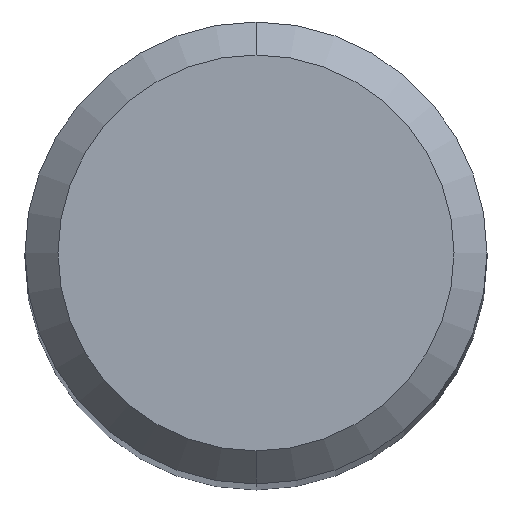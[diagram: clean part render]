
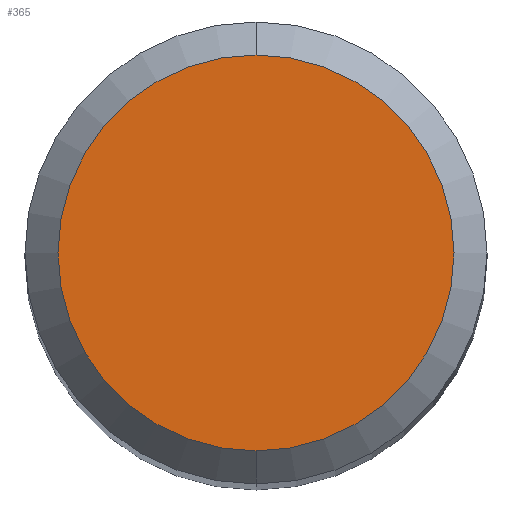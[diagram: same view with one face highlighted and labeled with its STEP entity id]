
A CAD part, top view. The second image highlights one B-rep face of the part: STEP entity #365.
In plain terms, the highlighted planar face has unit normal (0, 0, 1).
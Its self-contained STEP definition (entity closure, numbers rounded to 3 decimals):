
#365=ADVANCED_FACE('',(#737),#738,.T.);
#377=VERTEX_POINT('',#752);
#461=VERTEX_POINT('',#846);
#485=EDGE_CURVE('',#461,#377,#872,.T.);
#535=EDGE_CURVE('',#377,#461,#927,.T.);
#737=FACE_OUTER_BOUND('',#1275,.T.);
#738=PLANE('',#1276);
#752=CARTESIAN_POINT('',(0.,-1.2,0.0));
#846=CARTESIAN_POINT('',(0.0,1.2,0.0));
#872=CIRCLE('',#1524,1.2);
#927=CIRCLE('',#1641,1.2);
#1275=EDGE_LOOP('',(#1841,#1842));
#1276=AXIS2_PLACEMENT_3D('',#1843,#1844,#1845);
#1524=AXIS2_PLACEMENT_3D('',#2001,#2002,#2003);
#1641=AXIS2_PLACEMENT_3D('',#2072,#2073,#2074);
#1841=ORIENTED_EDGE('',*,*,#485,.F.);
#1842=ORIENTED_EDGE('',*,*,#535,.F.);
#1843=CARTESIAN_POINT('',(0.0,0.6,0.0));
#1844=DIRECTION('',(-0.0,0.0,1.0));
#1845=DIRECTION('',(0.0,-1.0,0.0));
#2001=CARTESIAN_POINT('',(0.0,0.0,0.0));
#2002=DIRECTION('',(0.0,0.0,-1.0));
#2003=DIRECTION('',(0.0,1.0,0.0));
#2072=CARTESIAN_POINT('',(0.0,0.0,0.0));
#2073=DIRECTION('',(0.0,0.0,-1.0));
#2074=DIRECTION('',(0.0,1.0,0.0));
